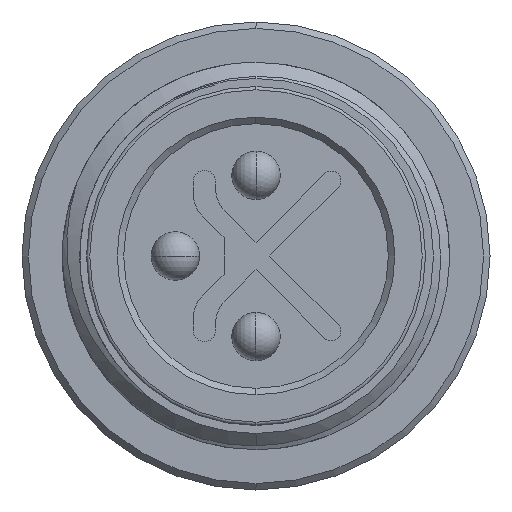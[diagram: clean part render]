
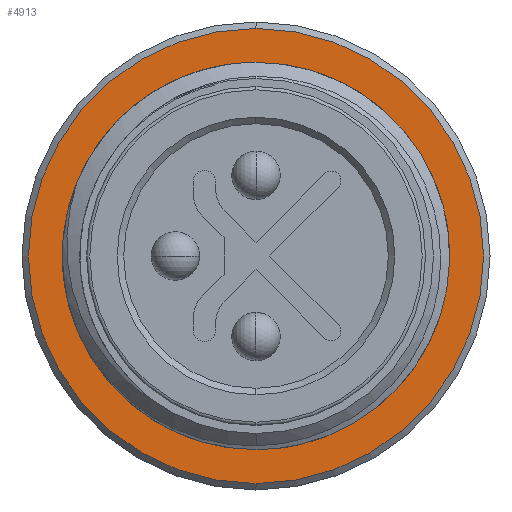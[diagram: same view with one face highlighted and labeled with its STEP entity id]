
A CAD part, left-side view. The second image highlights one B-rep face of the part: STEP entity #4913.
In plain terms, the highlighted planar face has unit normal (-1, 0, 0).
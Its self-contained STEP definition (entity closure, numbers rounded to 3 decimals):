
#118 = CARTESIAN_POINT ( 'NONE',  ( 7., 0., -7.05 ) ) ;
#221 = CIRCLE ( 'NONE', #4445, 7.05 ) ;
#244 = VERTEX_POINT ( 'NONE', #5106 ) ;
#541 = AXIS2_PLACEMENT_3D ( 'NONE', #4395, #2442, #2968 ) ;
#639 = CIRCLE ( 'NONE', #4364, 6. ) ;
#656 = FACE_BOUND ( 'NONE', #1751, .T. ) ;
#689 = CARTESIAN_POINT ( 'NONE',  ( 7., 6., 0. ) ) ;
#845 = EDGE_CURVE ( 'NONE', #244, #2576, #221, .T. ) ;
#897 = CARTESIAN_POINT ( 'NONE',  ( 7., 0., 0. ) ) ;
#959 = CARTESIAN_POINT ( 'NONE',  ( 7., 0., -6. ) ) ;
#1014 = DIRECTION ( 'NONE',  ( 0., 0., -1. ) ) ;
#1196 = ORIENTED_EDGE ( 'NONE', *, *, #845, .T. ) ;
#1475 = CARTESIAN_POINT ( 'NONE',  ( 7., 0., 0. ) ) ;
#1751 = EDGE_LOOP ( 'NONE', ( #4447, #3361 ) ) ;
#1943 = DIRECTION ( 'NONE',  ( -1., 0., 0. ) ) ;
#2100 = PLANE ( 'NONE',  #2950 ) ;
#2112 = CARTESIAN_POINT ( 'NONE',  ( 7., 0., 6. ) ) ;
#2442 = DIRECTION ( 'NONE',  ( -1., 0., 0. ) ) ;
#2576 = VERTEX_POINT ( 'NONE', #118 ) ;
#2649 = ORIENTED_EDGE ( 'NONE', *, *, #3092, .T. ) ;
#2787 = DIRECTION ( 'NONE',  ( -1., 0., 0. ) ) ;
#2950 = AXIS2_PLACEMENT_3D ( 'NONE', #689, #4527, #3072 ) ;
#2968 = DIRECTION ( 'NONE',  ( 0., 0., 1. ) ) ;
#3015 = DIRECTION ( 'NONE',  ( -1., 0., 0. ) ) ;
#3026 = AXIS2_PLACEMENT_3D ( 'NONE', #4944, #3015, #1014 ) ;
#3072 = DIRECTION ( 'NONE',  ( 0., 0., -1. ) ) ;
#3092 = EDGE_CURVE ( 'NONE', #2576, #244, #5346, .T. ) ;
#3261 = CIRCLE ( 'NONE', #541, 6. ) ;
#3361 = ORIENTED_EDGE ( 'NONE', *, *, #5283, .F. ) ;
#3459 = DIRECTION ( 'NONE',  ( 0., 0., -1. ) ) ;
#4084 = EDGE_LOOP ( 'NONE', ( #2649, #1196 ) ) ;
#4364 = AXIS2_PLACEMENT_3D ( 'NONE', #897, #2787, #5675 ) ;
#4395 = CARTESIAN_POINT ( 'NONE',  ( 7., 0., 0. ) ) ;
#4445 = AXIS2_PLACEMENT_3D ( 'NONE', #1475, #1943, #3459 ) ;
#4447 = ORIENTED_EDGE ( 'NONE', *, *, #4589, .F. ) ;
#4527 = DIRECTION ( 'NONE',  ( 1., 0., 0. ) ) ;
#4589 = EDGE_CURVE ( 'NONE', #6210, #4591, #639, .T. ) ;
#4591 = VERTEX_POINT ( 'NONE', #959 ) ;
#4913 = ADVANCED_FACE ( 'NONE', ( #4963, #656 ), #2100, .F. ) ;
#4944 = CARTESIAN_POINT ( 'NONE',  ( 7., 0., 0. ) ) ;
#4963 = FACE_OUTER_BOUND ( 'NONE', #4084, .T. ) ;
#5106 = CARTESIAN_POINT ( 'NONE',  ( 7., 0., 7.05 ) ) ;
#5283 = EDGE_CURVE ( 'NONE', #4591, #6210, #3261, .T. ) ;
#5346 = CIRCLE ( 'NONE', #3026, 7.05 ) ;
#5675 = DIRECTION ( 'NONE',  ( 0., 0., 1. ) ) ;
#6210 = VERTEX_POINT ( 'NONE', #2112 ) ;
